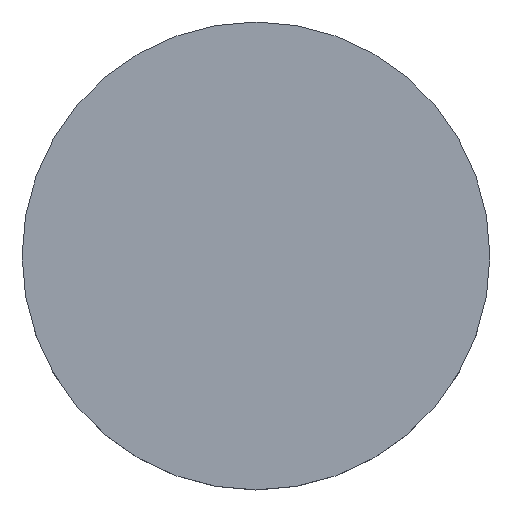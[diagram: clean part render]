
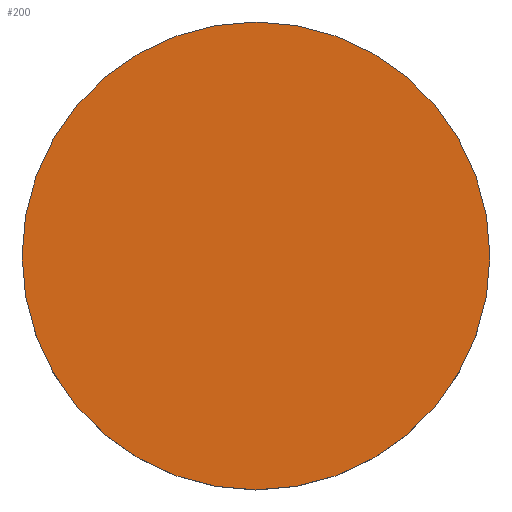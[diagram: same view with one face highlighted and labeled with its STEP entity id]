
A CAD part, top view. The second image highlights one B-rep face of the part: STEP entity #200.
In plain terms, the highlighted planar face has unit normal (0, 0, 1).
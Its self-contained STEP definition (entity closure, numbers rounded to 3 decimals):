
#40 = ORIENTED_EDGE ( 'NONE', *, *, #93, .F. ) ;
#55 = AXIS2_PLACEMENT_3D ( 'NONE', #129, #143, #148 ) ;
#60 = EDGE_LOOP ( 'NONE', ( #40, #193 ) ) ;
#69 = DIRECTION ( 'NONE',  ( 1., 0., 0. ) ) ;
#92 = VERTEX_POINT ( 'NONE', #112 ) ;
#93 = EDGE_CURVE ( 'NONE', #227, #92, #107, .T. ) ;
#106 = FACE_OUTER_BOUND ( 'NONE', #60, .T. ) ;
#107 = CIRCLE ( 'NONE', #55, 12.7 ) ;
#112 = CARTESIAN_POINT ( 'NONE',  ( -12.7, 0., 3.8 ) ) ;
#119 = DIRECTION ( 'NONE',  ( 1., 0., 0. ) ) ;
#129 = CARTESIAN_POINT ( 'NONE',  ( 0., 0., 3.8 ) ) ;
#131 = DIRECTION ( 'NONE',  ( 0., 0., -1. ) ) ;
#136 = CARTESIAN_POINT ( 'NONE',  ( 12.7, 0., 3.8 ) ) ;
#139 = AXIS2_PLACEMENT_3D ( 'NONE', #211, #131, #119 ) ;
#141 = CIRCLE ( 'NONE', #139, 12.7 ) ;
#143 = DIRECTION ( 'NONE',  ( 0., 0., -1. ) ) ;
#148 = DIRECTION ( 'NONE',  ( 1., 0., 0. ) ) ;
#151 = PLANE ( 'NONE',  #156 ) ;
#156 = AXIS2_PLACEMENT_3D ( 'NONE', #230, #224, #69 ) ;
#191 = EDGE_CURVE ( 'NONE', #92, #227, #141, .T. ) ;
#193 = ORIENTED_EDGE ( 'NONE', *, *, #191, .F. ) ;
#200 = ADVANCED_FACE ( 'NONE', ( #106 ), #151, .T. ) ;
#211 = CARTESIAN_POINT ( 'NONE',  ( 0., 0., 3.8 ) ) ;
#224 = DIRECTION ( 'NONE',  ( 0., 0., 1. ) ) ;
#227 = VERTEX_POINT ( 'NONE', #136 ) ;
#230 = CARTESIAN_POINT ( 'NONE',  ( 0., 26.112, 3.8 ) ) ;
